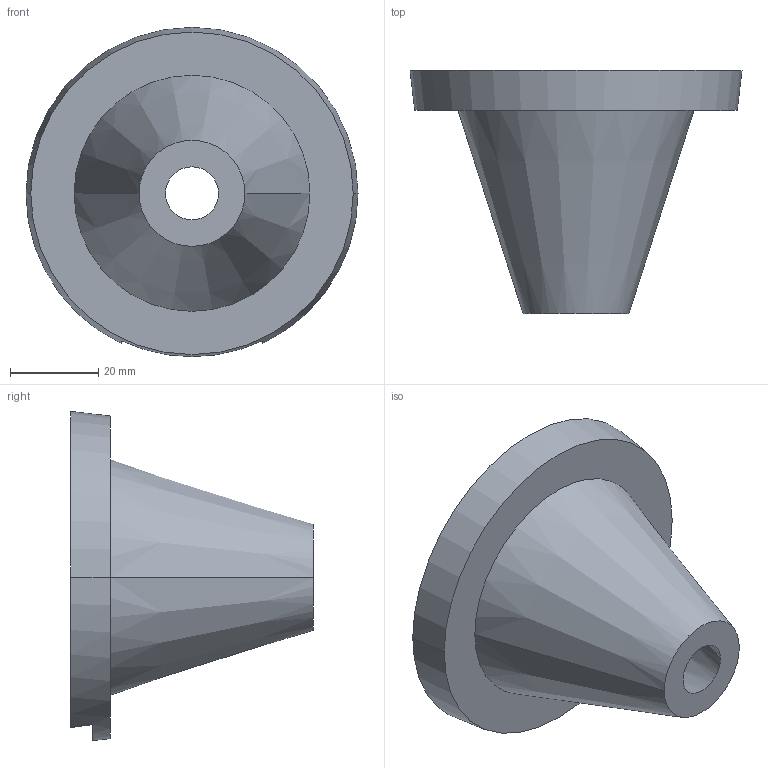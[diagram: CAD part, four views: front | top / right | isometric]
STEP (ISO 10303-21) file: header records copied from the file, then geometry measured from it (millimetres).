
FILE_DESCRIPTION (( 'STEP AP203' ), '1' );
FILE_NAME ('Vacuum Cyclone.STEP', '2024-08-22T05:58:00', ( '' ), ( '' ), 'SwSTEP 2.0', 'SolidWorks 2024', '' );
FILE_SCHEMA (( 'CONFIG_CONTROL_DESIGN' ));
Length unit declared in the file: millimetre
Products named in the file (1): Vacuum Cyclone
Bounding box: 75.2 x 55 x 74.6 mm (x, y, z)
Volume: 43402.9 mm3; surface area: 18366.1 mm2
Topology: 1 solids, 1 shells, 20 faces, 47 edges, 30 vertices
Faces by surface type: cone 9, plane 6, torus 5
Entity records: 687 total; most frequent: CARTESIAN_POINT 128, DIRECTION 112, ORIENTED_EDGE 94, AXIS2_PLACEMENT_3D 50, EDGE_CURVE 47, VERTEX_POINT 30, CIRCLE 29, EDGE_LOOP 23
